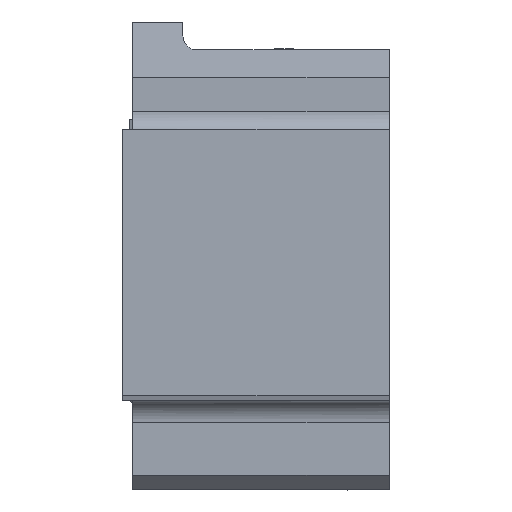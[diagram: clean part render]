
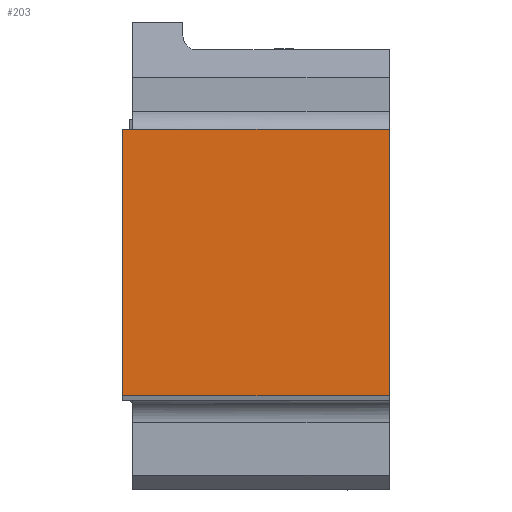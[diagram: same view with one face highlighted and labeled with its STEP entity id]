
A CAD part, top view. The second image highlights one B-rep face of the part: STEP entity #203.
In plain terms, the highlighted planar face has unit normal (0, 0, 1).
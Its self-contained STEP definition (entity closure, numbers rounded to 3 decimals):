
#203=ADVANCED_FACE('',(#385),#300,.T.);
#300=PLANE('',#2861);
#385=FACE_OUTER_BOUND('',#513,.T.);
#513=EDGE_LOOP('',(#991,#992,#993,#994));
#991=ORIENTED_EDGE('',*,*,#1818,.F.);
#992=ORIENTED_EDGE('',*,*,#1689,.F.);
#993=ORIENTED_EDGE('',*,*,#1817,.F.);
#994=ORIENTED_EDGE('',*,*,#1819,.F.);
#1404=VERTEX_POINT('',#4401);
#1405=VERTEX_POINT('',#4403);
#1499=VERTEX_POINT('',#4748);
#1500=VERTEX_POINT('',#4752);
#1689=EDGE_CURVE('',#1404,#1405,#2306,.T.);
#1817=EDGE_CURVE('',#1499,#1404,#2380,.T.);
#1818=EDGE_CURVE('',#1405,#1500,#2381,.T.);
#1819=EDGE_CURVE('',#1500,#1499,#2382,.T.);
#2306=LINE('',#4402,#2510);
#2380=LINE('',#4749,#2584);
#2381=LINE('',#4751,#2585);
#2382=LINE('',#4753,#2586);
#2510=VECTOR('',#3149,1.);
#2584=VECTOR('',#3373,1.);
#2585=VECTOR('',#3376,1.);
#2586=VECTOR('',#3377,1.);
#2861=AXIS2_PLACEMENT_3D('',#4754,#3378,#3379);
#3149=DIRECTION('',(0.,-1.,0.));
#3373=DIRECTION('',(1.,0.,0.));
#3376=DIRECTION('',(-1.,0.,0.));
#3377=DIRECTION('',(0.,1.,0.));
#3378=DIRECTION('',(0.,0.,1.));
#3379=DIRECTION('',(-1.,0.,0.));
#4401=CARTESIAN_POINT('',(0.,9.525,0.));
#4402=CARTESIAN_POINT('',(0.,9.525,0.));
#4403=CARTESIAN_POINT('',(0.,0.,0.));
#4748=CARTESIAN_POINT('',(-9.525,9.525,0.));
#4749=CARTESIAN_POINT('',(-9.525,9.525,0.));
#4751=CARTESIAN_POINT('',(0.,0.,0.));
#4752=CARTESIAN_POINT('',(-9.525,0.,0.));
#4753=CARTESIAN_POINT('',(-9.525,0.,0.));
#4754=CARTESIAN_POINT('',(-4.763,4.763,0.));
